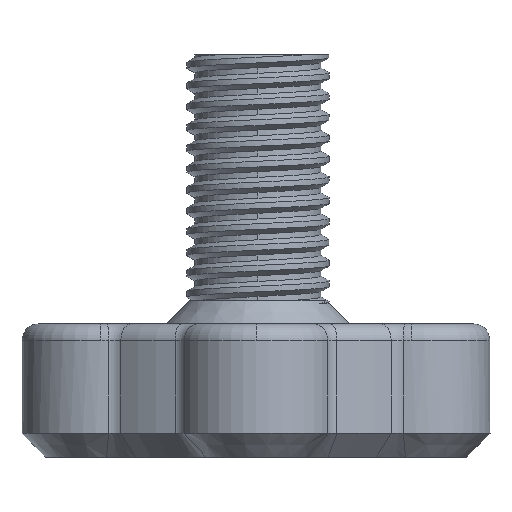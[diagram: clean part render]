
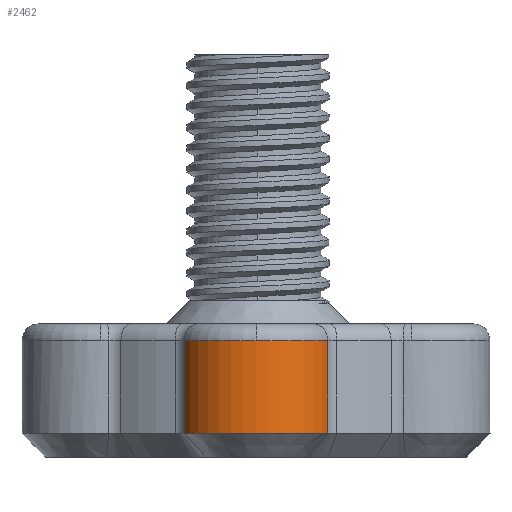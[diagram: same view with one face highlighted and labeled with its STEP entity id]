
A CAD part, front view. The second image highlights one B-rep face of the part: STEP entity #2462.
In plain terms, the highlighted cylindrical face has radius 6.622 mm (diameter 13.243 mm), a partial arc.
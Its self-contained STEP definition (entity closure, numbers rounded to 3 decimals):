
#49 = AXIS2_PLACEMENT_3D ( 'NONE', #2099, #2114, #2644 ) ;
#79 = VERTEX_POINT ( 'NONE', #1678 ) ;
#124 = VERTEX_POINT ( 'NONE', #1657 ) ;
#378 = EDGE_CURVE ( 'NONE', #124, #79, #946, .T. ) ;
#453 = ORIENTED_EDGE ( 'NONE', *, *, #5088, .T. ) ;
#578 = DIRECTION ( 'NONE',  ( 0., 0., -1. ) ) ;
#768 = CARTESIAN_POINT ( 'NONE',  ( -5.137, -24.9, -21.146 ) ) ;
#856 = FACE_OUTER_BOUND ( 'NONE', #5493, .T. ) ;
#946 = LINE ( 'NONE', #3381, #2639 ) ;
#952 = CARTESIAN_POINT ( 'NONE',  ( 0.909, -24.9, -17.226 ) ) ;
#966 = EDGE_CURVE ( 'NONE', #4247, #1512, #5529, .T. ) ;
#1307 = CARTESIAN_POINT ( 'NONE',  ( -5.137, -24.9, -14.524 ) ) ;
#1512 = VERTEX_POINT ( 'NONE', #952 ) ;
#1558 = DIRECTION ( 'NONE',  ( 0., 0., 1. ) ) ;
#1657 = CARTESIAN_POINT ( 'NONE',  ( -11.182, -32.7, -17.226 ) ) ;
#1678 = CARTESIAN_POINT ( 'NONE',  ( -11.182, -24.9, -17.226 ) ) ;
#1682 = DIRECTION ( 'NONE',  ( 0., -1., 0. ) ) ;
#1727 = EDGE_CURVE ( 'NONE', #1512, #6477, #4921, .T. ) ;
#2083 = AXIS2_PLACEMENT_3D ( 'NONE', #4523, #2583, #1558 ) ;
#2099 = CARTESIAN_POINT ( 'NONE',  ( -5.137, -24.9, -14.524 ) ) ;
#2114 = DIRECTION ( 'NONE',  ( 0., -1., 0. ) ) ;
#2330 = DIRECTION ( 'NONE',  ( 0., 0., -1. ) ) ;
#2390 = CIRCLE ( 'NONE', #4329, 6.622 ) ;
#2462 = ADVANCED_FACE ( 'NONE', ( #856 ), #5525, .T. ) ;
#2583 = DIRECTION ( 'NONE',  ( 0., 1., 0. ) ) ;
#2639 = VECTOR ( 'NONE', #2932, 1000. ) ;
#2642 = VECTOR ( 'NONE', #1682, 1000. ) ;
#2644 = DIRECTION ( 'NONE',  ( 0., 0., -1. ) ) ;
#2932 = DIRECTION ( 'NONE',  ( 0., 1., 0. ) ) ;
#3381 = CARTESIAN_POINT ( 'NONE',  ( -11.182, -34.7, -17.226 ) ) ;
#3655 = CARTESIAN_POINT ( 'NONE',  ( -5.137, -32.7, -14.524 ) ) ;
#3845 = ORIENTED_EDGE ( 'NONE', *, *, #5772, .T. ) ;
#4039 = ORIENTED_EDGE ( 'NONE', *, *, #966, .T. ) ;
#4247 = VERTEX_POINT ( 'NONE', #768 ) ;
#4329 = AXIS2_PLACEMENT_3D ( 'NONE', #3655, #6082, #578 ) ;
#4523 = CARTESIAN_POINT ( 'NONE',  ( -5.137, -34.7, -14.524 ) ) ;
#4604 = CARTESIAN_POINT ( 'NONE',  ( 0.909, -34.7, -17.226 ) ) ;
#4921 = LINE ( 'NONE', #4604, #2642 ) ;
#5033 = CARTESIAN_POINT ( 'NONE',  ( 0.909, -32.7, -17.226 ) ) ;
#5088 = EDGE_CURVE ( 'NONE', #6477, #124, #2390, .T. ) ;
#5187 = ORIENTED_EDGE ( 'NONE', *, *, #1727, .T. ) ;
#5493 = EDGE_LOOP ( 'NONE', ( #5187, #453, #5568, #3845, #4039 ) ) ;
#5525 = CYLINDRICAL_SURFACE ( 'NONE', #2083, 6.622 ) ;
#5529 = CIRCLE ( 'NONE', #49, 6.622 ) ;
#5568 = ORIENTED_EDGE ( 'NONE', *, *, #378, .T. ) ;
#5772 = EDGE_CURVE ( 'NONE', #79, #4247, #6455, .T. ) ;
#5797 = DIRECTION ( 'NONE',  ( 0., -1., 0. ) ) ;
#6082 = DIRECTION ( 'NONE',  ( 0., 1., 0. ) ) ;
#6309 = AXIS2_PLACEMENT_3D ( 'NONE', #1307, #5797, #2330 ) ;
#6455 = CIRCLE ( 'NONE', #6309, 6.622 ) ;
#6477 = VERTEX_POINT ( 'NONE', #5033 ) ;
